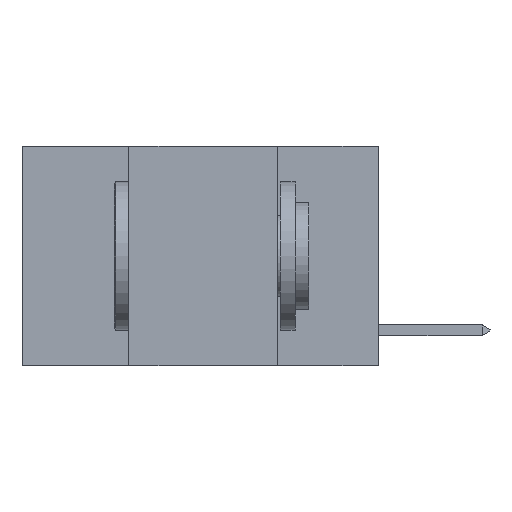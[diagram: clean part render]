
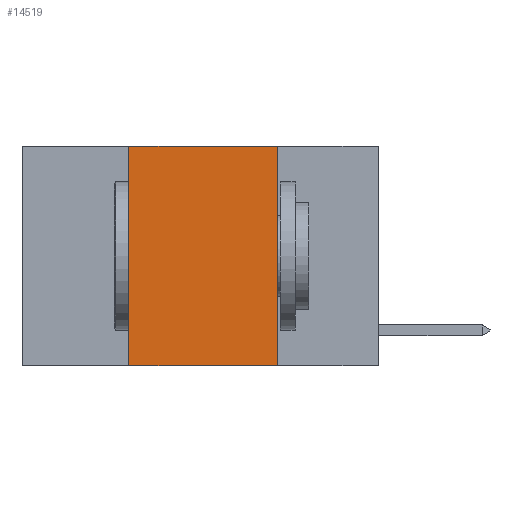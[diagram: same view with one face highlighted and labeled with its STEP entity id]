
A CAD part, left-side view. The second image highlights one B-rep face of the part: STEP entity #14519.
In plain terms, the highlighted planar face has unit normal (-1, 0, 0).
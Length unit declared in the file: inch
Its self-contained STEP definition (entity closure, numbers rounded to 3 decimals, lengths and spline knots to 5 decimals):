
#414 = DIRECTION ( 'NONE',  ( 0., 0., -1. ) ) ;
#1239 = ORIENTED_EDGE ( 'NONE', *, *, #17383, .F. ) ;
#1373 = VECTOR ( 'NONE', #2088, 39.37008 ) ;
#2088 = DIRECTION ( 'NONE',  ( 0., 0., 1. ) ) ;
#2430 = EDGE_CURVE ( 'NONE', #21410, #23567, #12168, .T. ) ;
#3171 = VERTEX_POINT ( 'NONE', #10774 ) ;
#3391 = DIRECTION ( 'NONE',  ( 0., 0., -1. ) ) ;
#5221 = ORIENTED_EDGE ( 'NONE', *, *, #20222, .F. ) ;
#5408 = CARTESIAN_POINT ( 'NONE',  ( 0., 0.42, 0. ) ) ;
#6631 = DIRECTION ( 'NONE',  ( 0., -1., 0. ) ) ;
#8707 = CARTESIAN_POINT ( 'NONE',  ( 0., 0.42, -0.37 ) ) ;
#8897 = PLANE ( 'NONE',  #14770 ) ;
#10252 = EDGE_LOOP ( 'NONE', ( #17349, #5221, #1239, #14192 ) ) ;
#10379 = VERTEX_POINT ( 'NONE', #23767 ) ;
#10526 = VECTOR ( 'NONE', #6631, 39.37008 ) ;
#10774 = CARTESIAN_POINT ( 'NONE',  ( 0., 0.42, 0. ) ) ;
#11006 = FACE_OUTER_BOUND ( 'NONE', #10252, .T. ) ;
#12168 = LINE ( 'NONE', #23739, #17602 ) ;
#13211 = LINE ( 'NONE', #5408, #1373 ) ;
#14192 = ORIENTED_EDGE ( 'NONE', *, *, #2430, .T. ) ;
#14246 = CARTESIAN_POINT ( 'NONE',  ( 0., 0.17, 0. ) ) ;
#14513 = DIRECTION ( 'NONE',  ( 0., -1., 0. ) ) ;
#14519 = ADVANCED_FACE ( 'NONE', ( #11006 ), #8897, .F. ) ;
#14770 = AXIS2_PLACEMENT_3D ( 'NONE', #20259, #16480, #3391 ) ;
#16314 = CARTESIAN_POINT ( 'NONE',  ( 0., 0.6, 0. ) ) ;
#16480 = DIRECTION ( 'NONE',  ( 1., 0., 0. ) ) ;
#17349 = ORIENTED_EDGE ( 'NONE', *, *, #22889, .F. ) ;
#17383 = EDGE_CURVE ( 'NONE', #21410, #3171, #13211, .T. ) ;
#17602 = VECTOR ( 'NONE', #14513, 39.37008 ) ;
#17715 = VECTOR ( 'NONE', #414, 39.37008 ) ;
#17962 = LINE ( 'NONE', #14246, #17715 ) ;
#20222 = EDGE_CURVE ( 'NONE', #3171, #10379, #23577, .T. ) ;
#20227 = CARTESIAN_POINT ( 'NONE',  ( 0., 0.17, -0.37 ) ) ;
#20259 = CARTESIAN_POINT ( 'NONE',  ( 0., 0.6, 0. ) ) ;
#21410 = VERTEX_POINT ( 'NONE', #8707 ) ;
#22889 = EDGE_CURVE ( 'NONE', #10379, #23567, #17962, .T. ) ;
#23567 = VERTEX_POINT ( 'NONE', #20227 ) ;
#23577 = LINE ( 'NONE', #16314, #10526 ) ;
#23739 = CARTESIAN_POINT ( 'NONE',  ( 0., 0.6, -0.37 ) ) ;
#23767 = CARTESIAN_POINT ( 'NONE',  ( 0., 0.17, 0. ) ) ;
